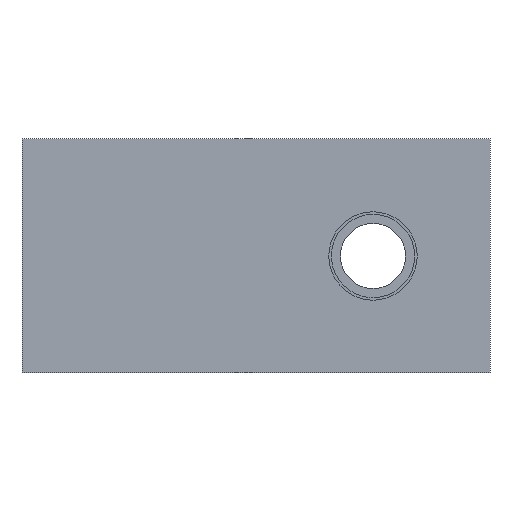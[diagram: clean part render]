
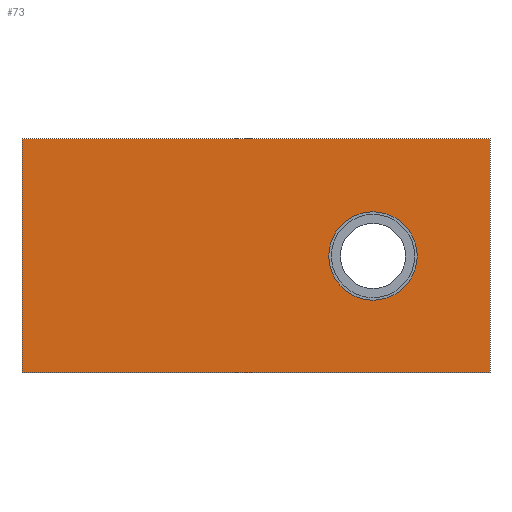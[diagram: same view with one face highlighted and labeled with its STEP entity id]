
A CAD part, left-side view. The second image highlights one B-rep face of the part: STEP entity #73.
In plain terms, the highlighted planar face has unit normal (-1, 0, 0).
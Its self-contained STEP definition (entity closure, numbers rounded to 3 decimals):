
#73=ADVANCED_FACE('',(#150,#151),#152,.F.);
#150=FACE_OUTER_BOUND('',#224,.T.);
#151=FACE_BOUND('',#225,.T.);
#152=PLANE('',#226);
#224=EDGE_LOOP('',(#374,#375,#376,#377));
#225=EDGE_LOOP('',(#378,#379,#380));
#226=AXIS2_PLACEMENT_3D('',#381,#382,#383);
#374=ORIENTED_EDGE('',*,*,#482,.F.);
#375=ORIENTED_EDGE('',*,*,#483,.F.);
#376=ORIENTED_EDGE('',*,*,#484,.F.);
#377=ORIENTED_EDGE('',*,*,#485,.F.);
#378=ORIENTED_EDGE('',*,*,#465,.T.);
#379=ORIENTED_EDGE('',*,*,#444,.T.);
#380=ORIENTED_EDGE('',*,*,#466,.T.);
#381=CARTESIAN_POINT('',(0.0,0.,0.));
#382=DIRECTION('',(1.0,0.,0.));
#383=DIRECTION('',(0.0,0.,1.0));
#444=EDGE_CURVE('',#525,#529,#531,.T.);
#465=EDGE_CURVE('',#563,#525,#564,.T.);
#466=EDGE_CURVE('',#529,#563,#565,.T.);
#482=EDGE_CURVE('',#585,#586,#587,.T.);
#483=EDGE_CURVE('',#588,#585,#589,.T.);
#484=EDGE_CURVE('',#590,#588,#591,.T.);
#485=EDGE_CURVE('',#586,#590,#592,.T.);
#525=VERTEX_POINT('',#638);
#529=VERTEX_POINT('',#643);
#531=CIRCLE('',#646,8.5);
#563=VERTEX_POINT('',#684);
#564=CIRCLE('',#685,8.5);
#565=CIRCLE('',#686,8.5);
#585=VERTEX_POINT('',#706);
#586=VERTEX_POINT('',#707);
#587=LINE('',#708,#709);
#588=VERTEX_POINT('',#710);
#589=LINE('',#711,#712);
#590=VERTEX_POINT('',#713);
#591=LINE('',#714,#715);
#592=LINE('',#716,#717);
#638=CARTESIAN_POINT('',(0.,-22.5,8.5));
#643=CARTESIAN_POINT('',(0.,-22.5,-8.5));
#646=AXIS2_PLACEMENT_3D('',#761,#762,#763);
#684=CARTESIAN_POINT('',(0.0,-14.059,1.));
#685=AXIS2_PLACEMENT_3D('',#797,#798,#799);
#686=AXIS2_PLACEMENT_3D('',#800,#801,#802);
#706=CARTESIAN_POINT('',(0.,-45.0,-22.5));
#707=CARTESIAN_POINT('',(0.,45.0,-22.5));
#708=CARTESIAN_POINT('',(0.,-45.0,-22.5));
#709=VECTOR('',#830,90.0);
#710=CARTESIAN_POINT('',(0.,-45.0,22.5));
#711=CARTESIAN_POINT('',(0.,-45.0,22.5));
#712=VECTOR('',#831,45.0);
#713=CARTESIAN_POINT('',(0.,45.0,22.5));
#714=CARTESIAN_POINT('',(0.,45.0,22.5));
#715=VECTOR('',#832,90.0);
#716=CARTESIAN_POINT('',(0.,45.0,-22.5));
#717=VECTOR('',#833,45.0);
#761=CARTESIAN_POINT('',(0.0,-22.5,0.));
#762=DIRECTION('',(1.0,0.,0.));
#763=DIRECTION('',(0.,0.993,0.118));
#797=CARTESIAN_POINT('',(0.0,-22.5,0.));
#798=DIRECTION('',(1.0,0.,0.));
#799=DIRECTION('',(0.,0.993,0.118));
#800=CARTESIAN_POINT('',(0.0,-22.5,0.));
#801=DIRECTION('',(1.0,0.,0.));
#802=DIRECTION('',(0.,0.993,0.118));
#830=DIRECTION('',(0.0,1.0,0.));
#831=DIRECTION('',(0.,0.,-1.0));
#832=DIRECTION('',(0.0,-1.0,0.));
#833=DIRECTION('',(0.,0.,1.0));
